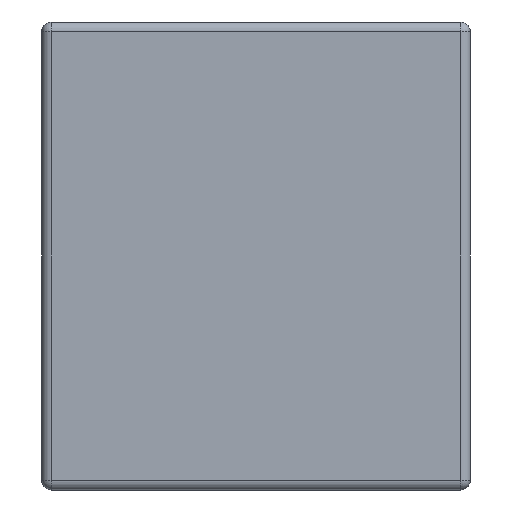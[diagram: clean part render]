
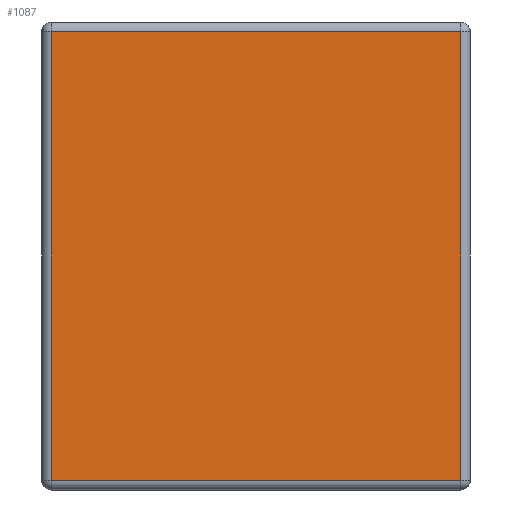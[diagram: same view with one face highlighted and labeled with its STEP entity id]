
A CAD part, left-side view. The second image highlights one B-rep face of the part: STEP entity #1087.
In plain terms, the highlighted planar face has unit normal (-1, 0, 0).
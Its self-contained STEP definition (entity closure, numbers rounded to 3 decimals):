
#600 = VERTEX_POINT('',#601);
#601 = CARTESIAN_POINT('',(-0.875,-0.41,0.935));
#608 = EDGE_CURVE('',#609,#600,#611,.T.);
#609 = VERTEX_POINT('',#610);
#610 = CARTESIAN_POINT('',(-0.875,-0.41,0.025));
#611 = LINE('',#612,#613);
#612 = CARTESIAN_POINT('',(-0.875,-0.41,0.955));
#613 = VECTOR('',#614,1.);
#614 = DIRECTION('',(0.,0.,1.));
#1087 = ADVANCED_FACE('',(#1088),#1113,.T.);
#1088 = FACE_BOUND('',#1089,.T.);
#1089 = EDGE_LOOP('',(#1090,#1098,#1099,#1107));
#1090 = ORIENTED_EDGE('',*,*,#1091,.T.);
#1091 = EDGE_CURVE('',#1092,#609,#1094,.T.);
#1092 = VERTEX_POINT('',#1093);
#1093 = CARTESIAN_POINT('',(-0.875,0.42,0.025));
#1094 = LINE('',#1095,#1096);
#1095 = CARTESIAN_POINT('',(-0.875,-0.43,0.025));
#1096 = VECTOR('',#1097,1.);
#1097 = DIRECTION('',(0.,-1.,0.));
#1098 = ORIENTED_EDGE('',*,*,#608,.T.);
#1099 = ORIENTED_EDGE('',*,*,#1100,.T.);
#1100 = EDGE_CURVE('',#600,#1101,#1103,.T.);
#1101 = VERTEX_POINT('',#1102);
#1102 = CARTESIAN_POINT('',(-0.875,0.42,0.935));
#1103 = LINE('',#1104,#1105);
#1104 = CARTESIAN_POINT('',(-0.875,0.44,0.935));
#1105 = VECTOR('',#1106,1.);
#1106 = DIRECTION('',(0.,1.,0.));
#1107 = ORIENTED_EDGE('',*,*,#1108,.T.);
#1108 = EDGE_CURVE('',#1101,#1092,#1109,.T.);
#1109 = LINE('',#1110,#1111);
#1110 = CARTESIAN_POINT('',(-0.875,0.42,0.005));
#1111 = VECTOR('',#1112,1.);
#1112 = DIRECTION('',(0.,0.,-1.));
#1113 = PLANE('',#1114);
#1114 = AXIS2_PLACEMENT_3D('',#1115,#1116,#1117);
#1115 = CARTESIAN_POINT('',(-0.875,-0.43,0.955));
#1116 = DIRECTION('',(-1.,0.,0.));
#1117 = DIRECTION('',(0.,0.,1.));
